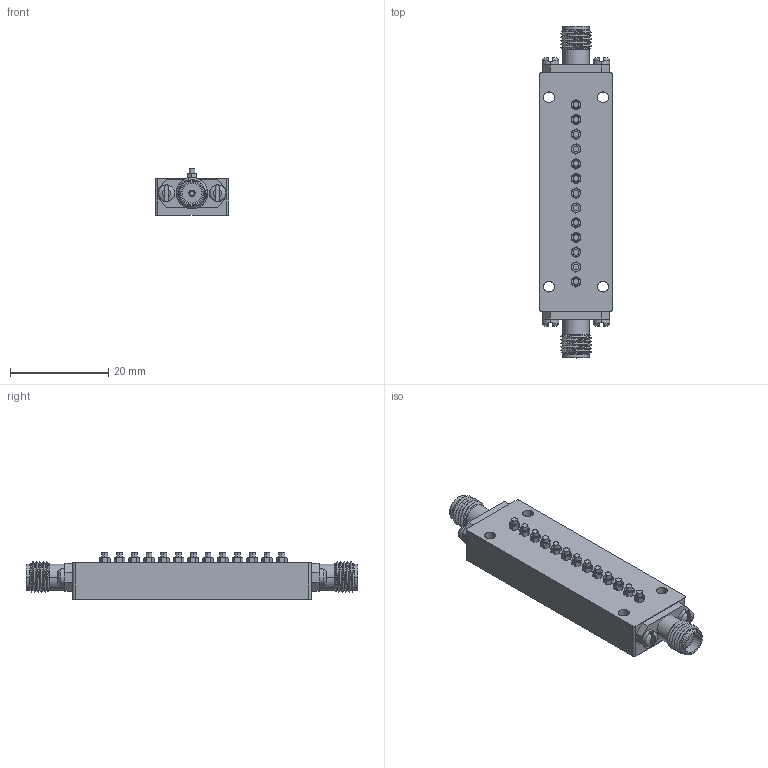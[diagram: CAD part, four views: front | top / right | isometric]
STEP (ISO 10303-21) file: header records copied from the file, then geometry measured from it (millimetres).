
FILE_DESCRIPTION (( 'STEP AP214' ), '1' );
FILE_NAME ('CF-BU-CD1, Defeatured.STEP', '2024-09-09T16:48:02', ( '' ), ( '' ), 'SwSTEP 2.0', 'SolidWorks 2021', '' );
FILE_SCHEMA (( 'AUTOMOTIVE_DESIGN' ));
Length unit declared in the file: millimetre
Products named in the file (1): CF-BU-CD1, Defeatured
Bounding box: 15 x 67.5 x 9.5 mm (x, y, z)
Volume: 5973.9 mm3; surface area: 3373.5 mm2
Topology: 1 solids, 22 shells, 528 faces, 1248 edges, 789 vertices
Faces by surface type: plane 183, cylinder 175, cone 142, bspline 20, torus 8
Entity records: 18420 total; most frequent: CARTESIAN_POINT 6879, ORIENTED_EDGE 2496, DIRECTION 2236, EDGE_CURVE 1248, AXIS2_PLACEMENT_3D 899, VERTEX_POINT 789, EDGE_LOOP 587, ADVANCED_FACE 528
